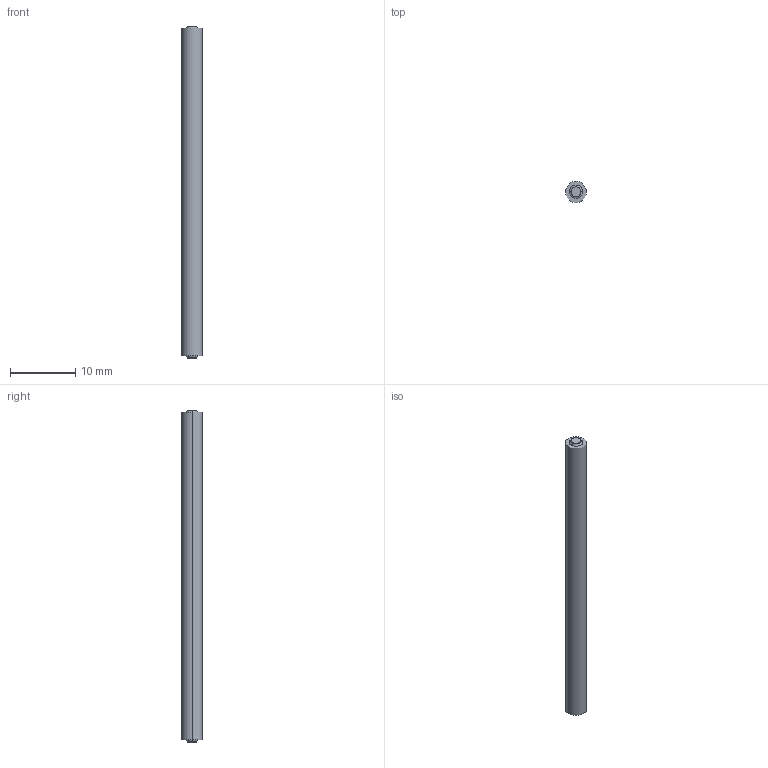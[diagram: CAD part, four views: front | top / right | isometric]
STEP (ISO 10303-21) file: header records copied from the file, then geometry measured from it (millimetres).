
FILE_DESCRIPTION (( 'STEP AP214' ), '1' );
FILE_NAME ('Micro_CRE-125-010.STEP', '2021-09-02T15:00:55', ( '' ), ( '' ), 'SwSTEP 2.0', 'SolidWorks 2020', '' );
FILE_SCHEMA (( 'AUTOMOTIVE_DESIGN' ));
Length unit declared in the file: inch
Products named in the file (1): Micro_CRE-125-010
Bounding box: 3.17 x 3.17 x 50.8 mm (x, y, z)
Volume: 397.7 mm3; surface area: 517.6 mm2
Topology: 1 solids, 1 shells, 16 faces, 30 edges, 18 vertices
Faces by surface type: cylinder 6, torus 4, plane 4, cone 2
Entity records: 448 total; most frequent: DIRECTION 86, CARTESIAN_POINT 65, ORIENTED_EDGE 60, AXIS2_PLACEMENT_3D 39, EDGE_CURVE 30, CIRCLE 22, VERTEX_POINT 18, EDGE_LOOP 18
